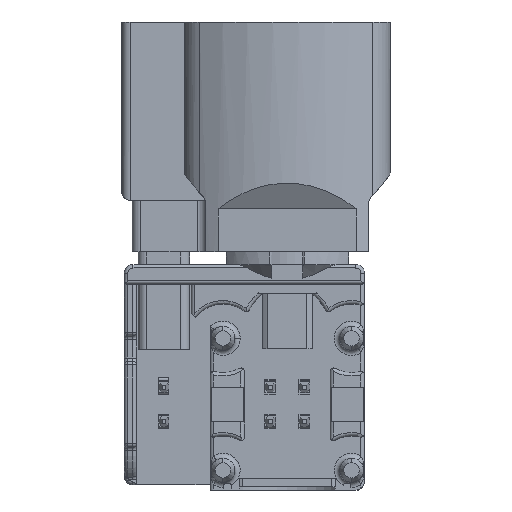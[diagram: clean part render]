
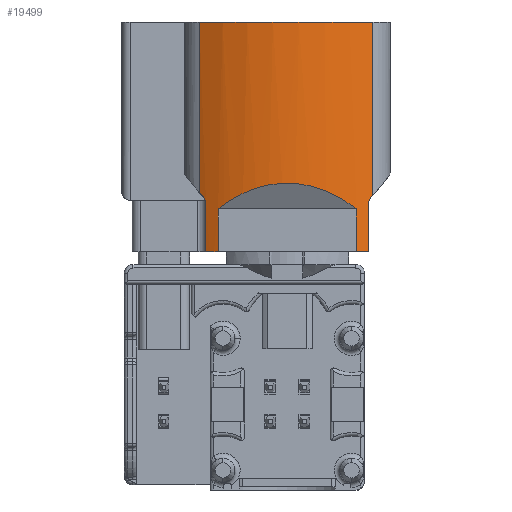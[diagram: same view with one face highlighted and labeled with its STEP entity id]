
A CAD part, front view. The second image highlights one B-rep face of the part: STEP entity #19499.
In plain terms, the highlighted cylindrical face has radius 10 mm (diameter 20 mm), a partial arc.
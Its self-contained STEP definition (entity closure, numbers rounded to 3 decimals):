
#416 = VERTEX_POINT ( 'NONE', #2141 ) ;
#652 = VECTOR ( 'NONE', #9668, 1000. ) ;
#825 =( BOUNDED_CURVE ( )  B_SPLINE_CURVE ( 3, ( #21031, #34513, #7618, #26294 ),
 .UNSPECIFIED., .F., .F. ) 
 B_SPLINE_CURVE_WITH_KNOTS ( ( 4, 4 ),
 ( 5.221, 5.236 ),
 .UNSPECIFIED. ) 
 CURVE ( )  GEOMETRIC_REPRESENTATION_ITEM ( )  RATIONAL_B_SPLINE_CURVE ( ( 1., 1., 1., 1. ) ) 
 REPRESENTATION_ITEM ( '' )  );
#1957 = CARTESIAN_POINT ( 'NONE',  ( 0., 4.35, 0.75 ) ) ;
#2141 = CARTESIAN_POINT ( 'NONE',  ( -5.128, -4.235, 14.15 ) ) ;
#2613 = CARTESIAN_POINT ( 'NONE',  ( -4.878, -4.381, 3.903 ) ) ;
#3211 = CARTESIAN_POINT ( 'NONE',  ( 4.035, -4.8, 0.75 ) ) ;
#3296 = ORIENTED_EDGE ( 'NONE', *, *, #26198, .F. ) ;
#3381 = EDGE_CURVE ( 'NONE', #34493, #16252, #5883, .T. ) ;
#4015 = CARTESIAN_POINT ( 'NONE',  ( -5.128, -4.235, 0.75 ) ) ;
#4040 = CARTESIAN_POINT ( 'NONE',  ( 0., 4.35, 0.75 ) ) ;
#4236 = DIRECTION ( 'NONE',  ( 0., 0., -1. ) ) ;
#4404 = FACE_OUTER_BOUND ( 'NONE', #18646, .T. ) ;
#4446 = CARTESIAN_POINT ( 'NONE',  ( 4.866, -4.386, 3.889 ) ) ;
#4579 = VECTOR ( 'NONE', #19159, 1000. ) ;
#5883 =( BOUNDED_CURVE ( )  B_SPLINE_CURVE ( 3, ( #33495, #17726, #9730, #9619 ),
 .UNSPECIFIED., .F., .F. ) 
 B_SPLINE_CURVE_WITH_KNOTS ( ( 4, 4 ),
 ( 5.868, 6.698 ),
 .UNSPECIFIED. ) 
 CURVE ( )  GEOMETRIC_REPRESENTATION_ITEM ( )  RATIONAL_B_SPLINE_CURVE ( ( 1., 0.943, 0.943, 1. ) ) 
 REPRESENTATION_ITEM ( '' )  );
#6159 = VERTEX_POINT ( 'NONE', #19491 ) ;
#6801 = DIRECTION ( 'NONE',  ( 0., 0., 1. ) ) ;
#6818 = LINE ( 'NONE', #7579, #17732 ) ;
#6947 = DIRECTION ( 'NONE',  ( 1., 0., 0. ) ) ;
#7272 = ORIENTED_EDGE ( 'NONE', *, *, #10315, .T. ) ;
#7579 = CARTESIAN_POINT ( 'NONE',  ( 4.75, -4.45, 3.75 ) ) ;
#7618 = CARTESIAN_POINT ( 'NONE',  ( 4.955, -4.336, 3.997 ) ) ;
#7694 = DIRECTION ( 'NONE',  ( 0., 0., -1. ) ) ;
#8177 = LINE ( 'NONE', #4015, #27943 ) ;
#8632 = DIRECTION ( 'NONE',  ( 0., 0., -1. ) ) ;
#8826 = VERTEX_POINT ( 'NONE', #9026 ) ;
#8919 = ORIENTED_EDGE ( 'NONE', *, *, #26655, .T. ) ;
#8947 = EDGE_CURVE ( 'NONE', #23978, #11895, #825, .T. ) ;
#9026 = CARTESIAN_POINT ( 'NONE',  ( 4.035, -4.8, 0.75 ) ) ;
#9403 = LINE ( 'NONE', #21691, #24999 ) ;
#9619 = CARTESIAN_POINT ( 'NONE',  ( -4.035, -4.8, 3.25 ) ) ;
#9668 = DIRECTION ( 'NONE',  ( 0., 0., 1. ) ) ;
#9730 = CARTESIAN_POINT ( 'NONE',  ( -1.426, -5.95, 5.28 ) ) ;
#10225 = CARTESIAN_POINT ( 'NONE',  ( 4.75, -4.45, 3.569 ) ) ;
#10315 = EDGE_CURVE ( 'NONE', #416, #23993, #8177, .T. ) ;
#11664 = ORIENTED_EDGE ( 'NONE', *, *, #12537, .T. ) ;
#11846 = EDGE_CURVE ( 'NONE', #6159, #33326, #9403, .T. ) ;
#11895 = VERTEX_POINT ( 'NONE', #19545 ) ;
#12026 = CIRCLE ( 'NONE', #12474, 10. ) ;
#12097 = ORIENTED_EDGE ( 'NONE', *, *, #28459, .T. ) ;
#12474 = AXIS2_PLACEMENT_3D ( 'NONE', #16979, #14518, #33431 ) ;
#12537 = EDGE_CURVE ( 'NONE', #8826, #24771, #27765, .T. ) ;
#12626 = ORIENTED_EDGE ( 'NONE', *, *, #16566, .T. ) ;
#12687 = CARTESIAN_POINT ( 'NONE',  ( -5.004, -4.309, 4.054 ) ) ;
#12906 = VERTEX_POINT ( 'NONE', #19244 ) ;
#13306 = ORIENTED_EDGE ( 'NONE', *, *, #16610, .F. ) ;
#13809 = ORIENTED_EDGE ( 'NONE', *, *, #3381, .F. ) ;
#14518 = DIRECTION ( 'NONE',  ( 0., 0., 1. ) ) ;
#15567 = ORIENTED_EDGE ( 'NONE', *, *, #18827, .F. ) ;
#16252 = VERTEX_POINT ( 'NONE', #19245 ) ;
#16566 = EDGE_CURVE ( 'NONE', #33326, #22544, #19880, .T. ) ;
#16610 = EDGE_CURVE ( 'NONE', #16252, #22544, #26193, .T. ) ;
#16615 = CYLINDRICAL_SURFACE ( 'NONE', #26286, 10. ) ;
#16979 = CARTESIAN_POINT ( 'NONE',  ( 0., 4.35, 14.15 ) ) ;
#17378 = DIRECTION ( 'NONE',  ( 1., 0., 0. ) ) ;
#17726 = CARTESIAN_POINT ( 'NONE',  ( 1.426, -5.95, 5.28 ) ) ;
#17732 = VECTOR ( 'NONE', #7694, 1000. ) ;
#18646 = EDGE_LOOP ( 'NONE', ( #13809, #28555, #11664, #3296, #8919, #19476, #20707, #15567, #7272, #12097, #25302, #12626, #13306 ) ) ;
#18695 = LINE ( 'NONE', #20156, #652 ) ;
#18715 = CARTESIAN_POINT ( 'NONE',  ( 4.75, -4.45, 0.75 ) ) ;
#18827 = EDGE_CURVE ( 'NONE', #416, #12906, #12026, .T. ) ;
#19159 = DIRECTION ( 'NONE',  ( 0., 0., 1. ) ) ;
#19244 = CARTESIAN_POINT ( 'NONE',  ( 5., -4.31, 14.15 ) ) ;
#19245 = CARTESIAN_POINT ( 'NONE',  ( -4.035, -4.8, 3.25 ) ) ;
#19476 = ORIENTED_EDGE ( 'NONE', *, *, #8947, .T. ) ;
#19491 = CARTESIAN_POINT ( 'NONE',  ( -4.75, -4.45, 3.75 ) ) ;
#19499 = ADVANCED_FACE ( 'NONE', ( #4404 ), #16615, .T. ) ;
#19545 = CARTESIAN_POINT ( 'NONE',  ( 5., -4.31, 4.05 ) ) ;
#19761 = B_SPLINE_CURVE_WITH_KNOTS ( 'NONE', 3,
 ( #10225, #23556, #26941, #21204 ),
 .UNSPECIFIED., .F., .F.,
 ( 4, 4 ),
 ( 0., 1. ),
 .UNSPECIFIED. ) ;
#19880 = CIRCLE ( 'NONE', #20045, 10. ) ;
#19989 = CARTESIAN_POINT ( 'NONE',  ( 4.035, -4.8, 3.25 ) ) ;
#20045 = AXIS2_PLACEMENT_3D ( 'NONE', #1957, #20761, #26152 ) ;
#20156 = CARTESIAN_POINT ( 'NONE',  ( 5., -4.31, 0.75 ) ) ;
#20707 = ORIENTED_EDGE ( 'NONE', *, *, #33528, .T. ) ;
#20761 = DIRECTION ( 'NONE',  ( 0., 0., 1. ) ) ;
#20786 = CARTESIAN_POINT ( 'NONE',  ( -5.128, -4.235, 4.204 ) ) ;
#21031 = CARTESIAN_POINT ( 'NONE',  ( 4.866, -4.386, 3.889 ) ) ;
#21204 = CARTESIAN_POINT ( 'NONE',  ( 4.866, -4.386, 3.889 ) ) ;
#21691 = CARTESIAN_POINT ( 'NONE',  ( -4.75, -4.45, 3.75 ) ) ;
#22544 = VERTEX_POINT ( 'NONE', #22664 ) ;
#22663 = LINE ( 'NONE', #3211, #4579 ) ;
#22664 = CARTESIAN_POINT ( 'NONE',  ( -4.035, -4.8, 0.75 ) ) ;
#23556 = CARTESIAN_POINT ( 'NONE',  ( 4.75, -4.45, 3.687 ) ) ;
#23978 = VERTEX_POINT ( 'NONE', #4446 ) ;
#23993 = VERTEX_POINT ( 'NONE', #20786 ) ;
#24539 = VECTOR ( 'NONE', #32254, 1000. ) ;
#24771 = VERTEX_POINT ( 'NONE', #18715 ) ;
#24999 = VECTOR ( 'NONE', #8632, 1000. ) ;
#25302 = ORIENTED_EDGE ( 'NONE', *, *, #11846, .T. ) ;
#25870 = CARTESIAN_POINT ( 'NONE',  ( 0., 4.35, 0.75 ) ) ;
#26152 = DIRECTION ( 'NONE',  ( 1., 0., 0. ) ) ;
#26193 = LINE ( 'NONE', #31462, #24539 ) ;
#26198 = EDGE_CURVE ( 'NONE', #34066, #24771, #6818, .T. ) ;
#26286 = AXIS2_PLACEMENT_3D ( 'NONE', #4040, #28574, #6947 ) ;
#26294 = CARTESIAN_POINT ( 'NONE',  ( 5., -4.31, 4.05 ) ) ;
#26394 = AXIS2_PLACEMENT_3D ( 'NONE', #25870, #6801, #17378 ) ;
#26655 = EDGE_CURVE ( 'NONE', #34066, #23978, #19761, .T. ) ;
#26941 = CARTESIAN_POINT ( 'NONE',  ( 4.793, -4.427, 3.802 ) ) ;
#27765 = CIRCLE ( 'NONE', #26394, 10. ) ;
#27943 = VECTOR ( 'NONE', #4236, 1000. ) ;
#28459 = EDGE_CURVE ( 'NONE', #23993, #6159, #28644, .T. ) ;
#28555 = ORIENTED_EDGE ( 'NONE', *, *, #32625, .F. ) ;
#28574 = DIRECTION ( 'NONE',  ( 0., 0., 1. ) ) ;
#28644 =( BOUNDED_CURVE ( )  B_SPLINE_CURVE ( 3, ( #28793, #12687, #2613, #32431 ),
 .UNSPECIFIED., .F., .F. ) 
 B_SPLINE_CURVE_WITH_KNOTS ( ( 4, 4 ),
 ( 1.032, 1.076 ),
 .UNSPECIFIED. ) 
 CURVE ( )  GEOMETRIC_REPRESENTATION_ITEM ( )  RATIONAL_B_SPLINE_CURVE ( ( 1., 1., 1., 1. ) ) 
 REPRESENTATION_ITEM ( '' )  );
#28793 = CARTESIAN_POINT ( 'NONE',  ( -5.128, -4.235, 4.204 ) ) ;
#30754 = CARTESIAN_POINT ( 'NONE',  ( -4.75, -4.45, 0.75 ) ) ;
#31462 = CARTESIAN_POINT ( 'NONE',  ( -4.035, -4.8, 0.75 ) ) ;
#32254 = DIRECTION ( 'NONE',  ( 0., 0., -1. ) ) ;
#32431 = CARTESIAN_POINT ( 'NONE',  ( -4.75, -4.45, 3.75 ) ) ;
#32625 = EDGE_CURVE ( 'NONE', #8826, #34493, #22663, .T. ) ;
#33326 = VERTEX_POINT ( 'NONE', #30754 ) ;
#33431 = DIRECTION ( 'NONE',  ( 1., 0., 0. ) ) ;
#33495 = CARTESIAN_POINT ( 'NONE',  ( 4.035, -4.8, 3.25 ) ) ;
#33528 = EDGE_CURVE ( 'NONE', #11895, #12906, #18695, .T. ) ;
#33531 = CARTESIAN_POINT ( 'NONE',  ( 4.75, -4.45, 3.569 ) ) ;
#34066 = VERTEX_POINT ( 'NONE', #33531 ) ;
#34493 = VERTEX_POINT ( 'NONE', #19989 ) ;
#34513 = CARTESIAN_POINT ( 'NONE',  ( 4.911, -4.361, 3.943 ) ) ;
